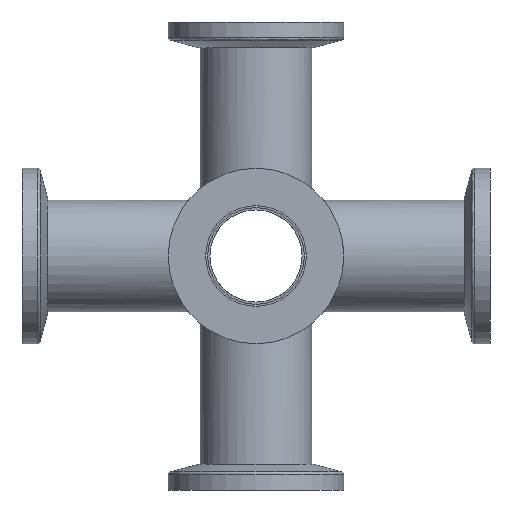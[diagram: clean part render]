
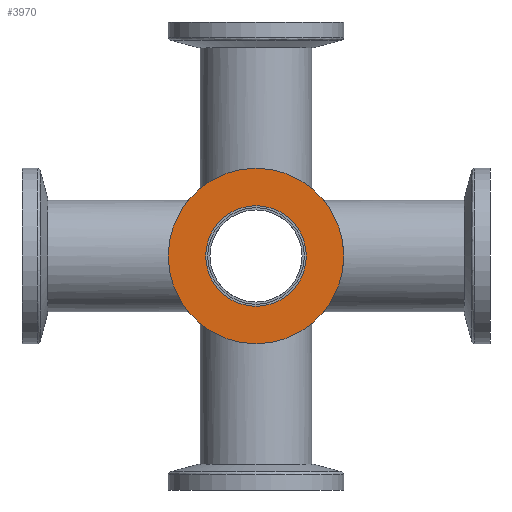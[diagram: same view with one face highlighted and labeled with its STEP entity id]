
A CAD part, left-side view. The second image highlights one B-rep face of the part: STEP entity #3970.
In plain terms, the highlighted face is planar.
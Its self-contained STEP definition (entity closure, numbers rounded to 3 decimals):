
#135 = ORIENTED_EDGE ( 'NONE', *, *, #3006, .T. ) ;
#338 = FACE_BOUND ( 'NONE', #3582, .T. ) ;
#1064 = PLANE ( 'NONE',  #5906 ) ;
#1205 = DIRECTION ( 'NONE',  ( 0., 1., 0. ) ) ;
#1518 = DIRECTION ( 'NONE',  ( 0., -1., 0. ) ) ;
#1613 = DIRECTION ( 'NONE',  ( 0., 0., 1. ) ) ;
#2045 = VERTEX_POINT ( 'NONE', #4837 ) ;
#2247 = CARTESIAN_POINT ( 'NONE',  ( 0., 3., 15. ) ) ;
#2603 = DIRECTION ( 'NONE',  ( 0., 1., 0. ) ) ;
#2712 = ORIENTED_EDGE ( 'NONE', *, *, #5270, .T. ) ;
#3006 = EDGE_CURVE ( 'NONE', #2045, #2045, #4328, .T. ) ;
#3582 = EDGE_LOOP ( 'NONE', ( #135 ) ) ;
#3970 = ADVANCED_FACE ( 'NONE', ( #338, #4175 ), #1064, .T. ) ;
#4153 = EDGE_LOOP ( 'NONE', ( #2712 ) ) ;
#4175 = FACE_OUTER_BOUND ( 'NONE', #4153, .T. ) ;
#4272 = CARTESIAN_POINT ( 'NONE',  ( 0., 3., 0. ) ) ;
#4328 = CIRCLE ( 'NONE', #4358, 8.6 ) ;
#4358 = AXIS2_PLACEMENT_3D ( 'NONE', #4585, #1518, #5087 ) ;
#4585 = CARTESIAN_POINT ( 'NONE',  ( 0., 3., 0. ) ) ;
#4664 = CIRCLE ( 'NONE', #4822, 15. ) ;
#4822 = AXIS2_PLACEMENT_3D ( 'NONE', #4272, #1205, #1613 ) ;
#4837 = CARTESIAN_POINT ( 'NONE',  ( 0., 3., -8.6 ) ) ;
#5087 = DIRECTION ( 'NONE',  ( 0., 0., -1. ) ) ;
#5270 = EDGE_CURVE ( 'NONE', #5791, #5791, #4664, .T. ) ;
#5672 = CARTESIAN_POINT ( 'NONE',  ( 0., 3., 0. ) ) ;
#5791 = VERTEX_POINT ( 'NONE', #2247 ) ;
#5906 = AXIS2_PLACEMENT_3D ( 'NONE', #5672, #2603, #6172 ) ;
#6172 = DIRECTION ( 'NONE',  ( 0., 0., 1. ) ) ;
